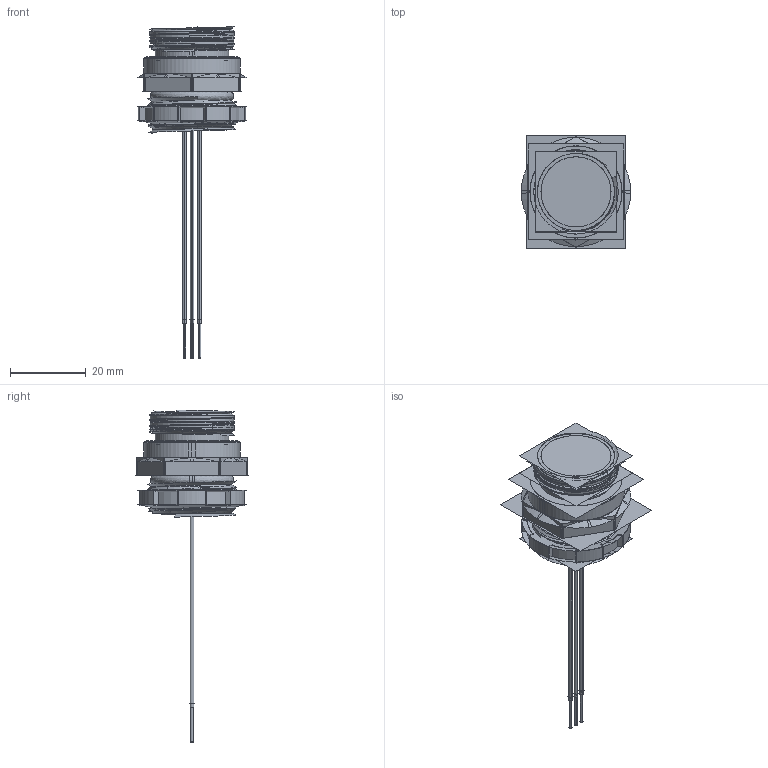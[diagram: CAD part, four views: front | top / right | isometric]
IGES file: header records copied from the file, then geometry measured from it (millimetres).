
Start section:  PTC IGES file: 250144_sm01.igs
Global section: file name: 250144_sm01.igs; native system: Creo Parametric by PTC Inc.; preprocessor: 2022414; author: banengservice; organization: Unknown; date: 20260401.095636; units: millimetre
Bounding box: 28.91 x 30 x 87.58 mm (x, y, z)
Volume: 7948.6 mm3; surface area: 34357.2 mm2
Topology: 4 solids, 4 shells, 396 faces, 1964 edges, 2493 vertices
Faces by surface type: revolution 270, bspline 126
